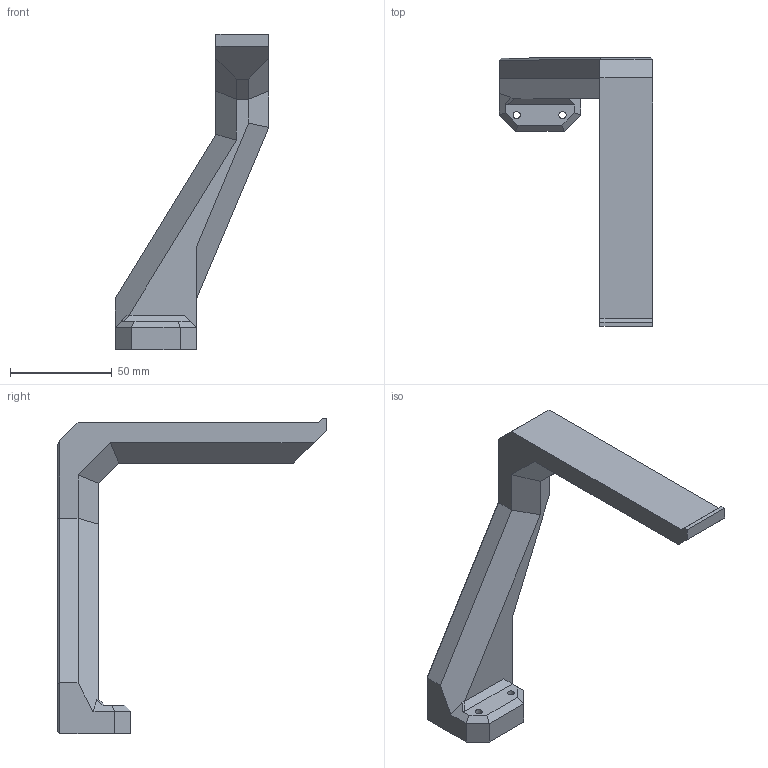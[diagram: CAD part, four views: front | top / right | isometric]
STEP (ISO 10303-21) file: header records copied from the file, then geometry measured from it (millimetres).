
FILE_DESCRIPTION(/* description */ ('Alibre Inc.'),/* implementation_level */ '2;1');
FILE_NAME(/* name */ 'export-D8C1FABB-927C-4FE7-BD54-766E7B09EA03',/* time_stamp */ '2021-06-08T08:42:34-05:00',/* author */ (''),/* organization */ (''),/* preprocessor_version */ 'ST-DEVELOPER v17',/* originating_system */ 'Alibre',/* authorisation */ '');
FILE_SCHEMA (('AUTOMOTIVE_DESIGN'));
Length unit declared in the file: centimetre
Bounding box: 75.5 x 132 x 155 mm (x, y, z)
Volume: 137550.1 mm3; surface area: 26039.2 mm2
Topology: 1 solids, 1 shells, 46 faces, 116 edges, 72 vertices
Faces by surface type: plane 44, cylinder 2
Full cylindrical faces by diameter (mm): 3.5 x2
Entity records: 1305 total; most frequent: CARTESIAN_POINT 232, ORIENTED_EDGE 228, DIRECTION 166, EDGE_CURVE 114, VECTOR 110, LINE 110, VERTEX_POINT 72, EDGE_LOOP 52
